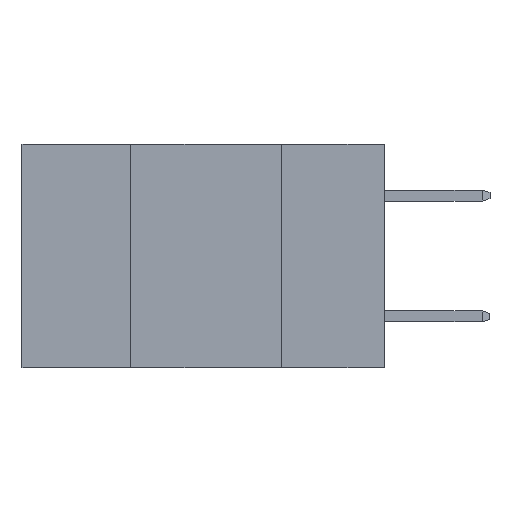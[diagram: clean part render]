
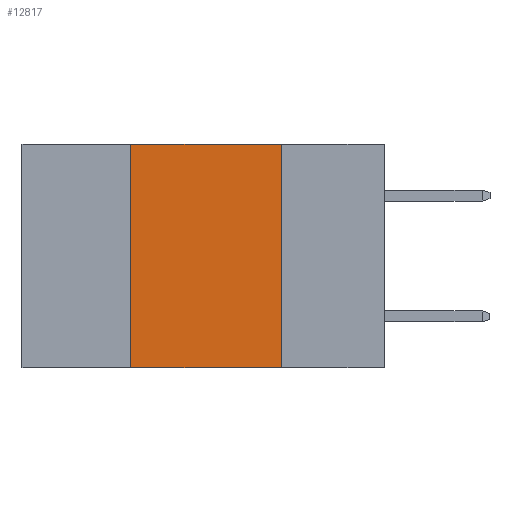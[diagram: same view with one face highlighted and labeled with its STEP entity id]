
A CAD part, left-side view. The second image highlights one B-rep face of the part: STEP entity #12817.
In plain terms, the highlighted planar face has unit normal (-1, 0, 0).
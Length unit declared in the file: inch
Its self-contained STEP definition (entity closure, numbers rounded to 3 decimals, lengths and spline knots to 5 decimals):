
#527 = ORIENTED_EDGE ( 'NONE', *, *, #2241, .F. ) ;
#681 = DIRECTION ( 'NONE',  ( 0., -1., 0. ) ) ;
#1069 = EDGE_CURVE ( 'NONE', #11775, #2846, #16418, .T. ) ;
#1299 = CARTESIAN_POINT ( 'NONE',  ( 0., 0.42, 0. ) ) ;
#2241 = EDGE_CURVE ( 'NONE', #9009, #15112, #7584, .T. ) ;
#2615 = ORIENTED_EDGE ( 'NONE', *, *, #1069, .F. ) ;
#2846 = VERTEX_POINT ( 'NONE', #1299 ) ;
#3094 = ORIENTED_EDGE ( 'NONE', *, *, #15377, .F. ) ;
#3170 = DIRECTION ( 'NONE',  ( 1., 0., 0. ) ) ;
#3531 = CARTESIAN_POINT ( 'NONE',  ( 0., 0.6, 0. ) ) ;
#3873 = VECTOR ( 'NONE', #16569, 39.37008 ) ;
#4502 = LINE ( 'NONE', #9012, #5373 ) ;
#4706 = FACE_OUTER_BOUND ( 'NONE', #16849, .T. ) ;
#5017 = VECTOR ( 'NONE', #14283, 39.37008 ) ;
#5162 = ORIENTED_EDGE ( 'NONE', *, *, #15970, .T. ) ;
#5373 = VECTOR ( 'NONE', #681, 39.37008 ) ;
#5437 = CARTESIAN_POINT ( 'NONE',  ( 0., 0.42, -0.37 ) ) ;
#7584 = LINE ( 'NONE', #16754, #3873 ) ;
#7676 = CARTESIAN_POINT ( 'NONE',  ( 0., 0.17, 0. ) ) ;
#9009 = VERTEX_POINT ( 'NONE', #7676 ) ;
#9012 = CARTESIAN_POINT ( 'NONE',  ( 0., 0.6, -0.37 ) ) ;
#10090 = CARTESIAN_POINT ( 'NONE',  ( 0., 0.6, 0. ) ) ;
#10819 = LINE ( 'NONE', #3531, #14926 ) ;
#11775 = VERTEX_POINT ( 'NONE', #5437 ) ;
#11963 = CARTESIAN_POINT ( 'NONE',  ( 0., 0.42, 0. ) ) ;
#12364 = CARTESIAN_POINT ( 'NONE',  ( 0., 0.17, -0.37 ) ) ;
#12817 = ADVANCED_FACE ( 'NONE', ( #4706 ), #14227, .F. ) ;
#12866 = DIRECTION ( 'NONE',  ( 0., 0., -1. ) ) ;
#13253 = DIRECTION ( 'NONE',  ( 0., -1., 0. ) ) ;
#14227 = PLANE ( 'NONE',  #15249 ) ;
#14283 = DIRECTION ( 'NONE',  ( 0., 0., 1. ) ) ;
#14926 = VECTOR ( 'NONE', #13253, 39.37008 ) ;
#15112 = VERTEX_POINT ( 'NONE', #12364 ) ;
#15249 = AXIS2_PLACEMENT_3D ( 'NONE', #10090, #3170, #12866 ) ;
#15377 = EDGE_CURVE ( 'NONE', #2846, #9009, #10819, .T. ) ;
#15970 = EDGE_CURVE ( 'NONE', #11775, #15112, #4502, .T. ) ;
#16418 = LINE ( 'NONE', #11963, #5017 ) ;
#16569 = DIRECTION ( 'NONE',  ( 0., 0., -1. ) ) ;
#16754 = CARTESIAN_POINT ( 'NONE',  ( 0., 0.17, 0. ) ) ;
#16849 = EDGE_LOOP ( 'NONE', ( #527, #3094, #2615, #5162 ) ) ;
